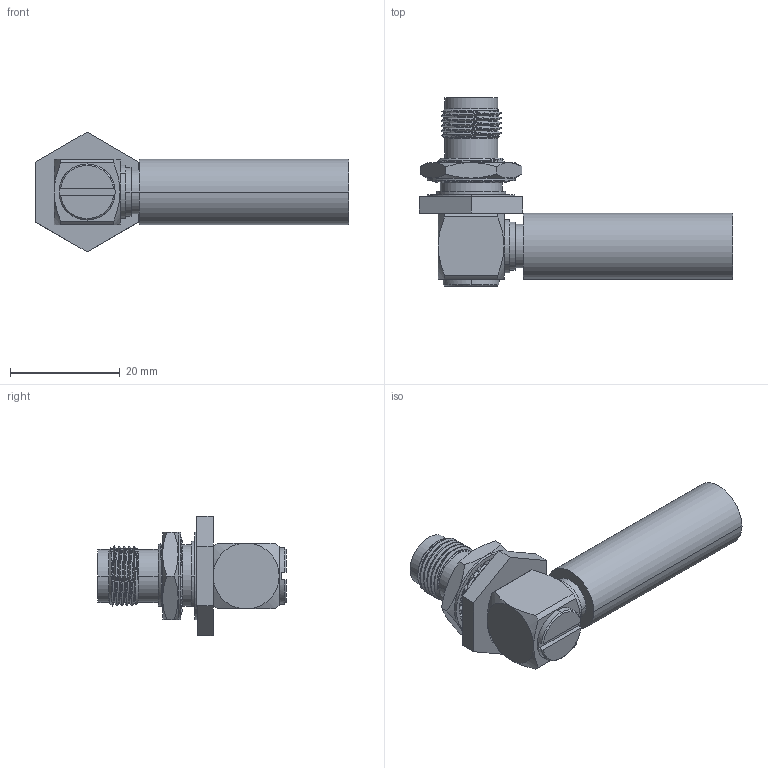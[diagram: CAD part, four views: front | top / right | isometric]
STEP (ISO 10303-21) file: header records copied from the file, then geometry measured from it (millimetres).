
FILE_DESCRIPTION((''),'2;1');
FILE_NAME('31-6509_SW0002','2019-09-16T',('Viji'),(''),'CREO PARAMETRIC BY PTC INC, 2017020','CREO PARAMETRIC BY PTC INC, 2017020','');
FILE_SCHEMA(('CONFIG_CONTROL_DESIGN'));
Length unit declared in the file: inch
Products named in the file (1): 31-6509_SW0002
Bounding box: 57.02 x 34.3 x 21.77 mm (x, y, z)
Volume: 6080.1 mm3; surface area: 6357.3 mm2
Topology: 1 solids, 1 shells, 580 faces, 1630 edges, 1074 vertices
Faces by surface type: plane 227, cone 125, cylinder 114, bspline 114
Entity records: 28346 total; most frequent: CARTESIAN_POINT 14277, ORIENTED_EDGE 3256, DIRECTION 2465, EDGE_CURVE 1628, VERTEX_POINT 1074, AXIS2_PLACEMENT_3D 867, VECTOR 731, LINE 731
